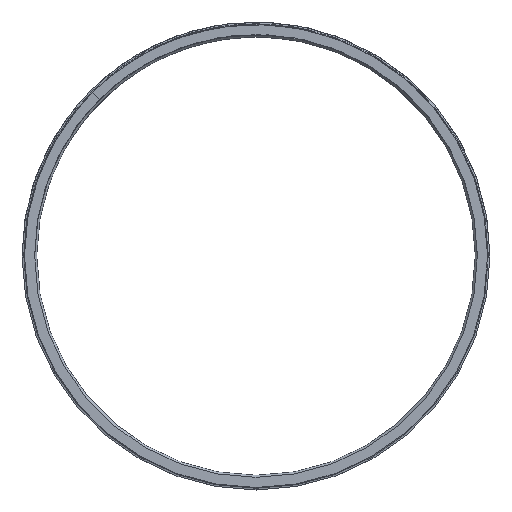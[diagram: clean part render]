
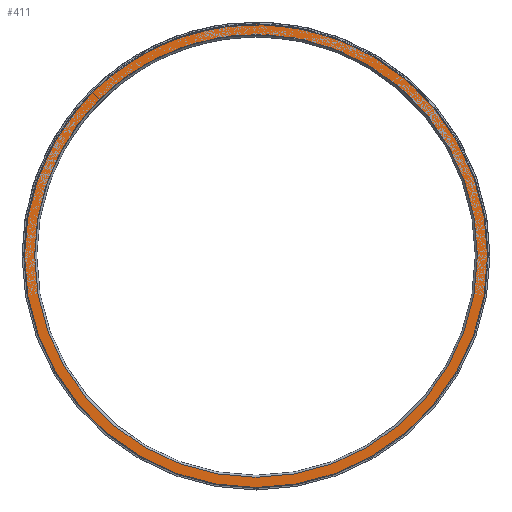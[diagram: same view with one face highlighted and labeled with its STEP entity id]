
A CAD part, top view. The second image highlights one B-rep face of the part: STEP entity #411.
In plain terms, the highlighted planar face has unit normal (0, 0, 1).
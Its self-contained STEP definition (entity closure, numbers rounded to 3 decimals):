
#9 = CARTESIAN_POINT ( 'NONE',  ( 67.063, 0., 12.7 ) ) ;
#70 = VERTEX_POINT ( 'NONE', #606 ) ;
#94 = CIRCLE ( 'NONE', #772, 67.063 ) ;
#149 = FACE_OUTER_BOUND ( 'NONE', #396, .T. ) ;
#177 = EDGE_CURVE ( 'NONE', #1018, #70, #541, .T. ) ;
#190 = CARTESIAN_POINT ( 'NONE',  ( 0., 0., 12.7 ) ) ;
#225 = AXIS2_PLACEMENT_3D ( 'NONE', #1222, #1458, #334 ) ;
#239 = CARTESIAN_POINT ( 'NONE',  ( 0., 0., 12.7 ) ) ;
#241 = DIRECTION ( 'NONE',  ( -1., 0., 0. ) ) ;
#299 = DIRECTION ( 'NONE',  ( 0., 0., -1. ) ) ;
#334 = DIRECTION ( 'NONE',  ( -1., 0., 0. ) ) ;
#396 = EDGE_LOOP ( 'NONE', ( #423, #527 ) ) ;
#398 = DIRECTION ( 'NONE',  ( 0., 0., 1. ) ) ;
#401 = CIRCLE ( 'NONE', #821, 67.063 ) ;
#411 = ADVANCED_FACE ( 'NONE', ( #149, #644 ), #910, .T. ) ;
#423 = ORIENTED_EDGE ( 'NONE', *, *, #850, .F. ) ;
#504 = DIRECTION ( 'NONE',  ( 1., 0., 0. ) ) ;
#512 = CARTESIAN_POINT ( 'NONE',  ( 0., 0., 12.7 ) ) ;
#527 = ORIENTED_EDGE ( 'NONE', *, *, #1299, .F. ) ;
#541 = CIRCLE ( 'NONE', #225, 64.1 ) ;
#606 = CARTESIAN_POINT ( 'NONE',  ( 64.1, 0., 12.7 ) ) ;
#644 = FACE_BOUND ( 'NONE', #1274, .T. ) ;
#657 = CIRCLE ( 'NONE', #713, 64.1 ) ;
#667 = AXIS2_PLACEMENT_3D ( 'NONE', #512, #398, #1418 ) ;
#681 = ORIENTED_EDGE ( 'NONE', *, *, #177, .F. ) ;
#690 = CARTESIAN_POINT ( 'NONE',  ( -67.063, 0., 12.7 ) ) ;
#707 = EDGE_CURVE ( 'NONE', #70, #1018, #657, .T. ) ;
#713 = AXIS2_PLACEMENT_3D ( 'NONE', #1515, #1275, #241 ) ;
#772 = AXIS2_PLACEMENT_3D ( 'NONE', #190, #299, #1453 ) ;
#821 = AXIS2_PLACEMENT_3D ( 'NONE', #239, #1272, #504 ) ;
#850 = EDGE_CURVE ( 'NONE', #1290, #1442, #94, .T. ) ;
#910 = PLANE ( 'NONE',  #667 ) ;
#1018 = VERTEX_POINT ( 'NONE', #1588 ) ;
#1222 = CARTESIAN_POINT ( 'NONE',  ( 0., 0., 12.7 ) ) ;
#1272 = DIRECTION ( 'NONE',  ( 0., 0., -1. ) ) ;
#1274 = EDGE_LOOP ( 'NONE', ( #681, #1324 ) ) ;
#1275 = DIRECTION ( 'NONE',  ( 0., 0., 1. ) ) ;
#1290 = VERTEX_POINT ( 'NONE', #9 ) ;
#1299 = EDGE_CURVE ( 'NONE', #1442, #1290, #401, .T. ) ;
#1324 = ORIENTED_EDGE ( 'NONE', *, *, #707, .F. ) ;
#1418 = DIRECTION ( 'NONE',  ( 1., 0., 0. ) ) ;
#1442 = VERTEX_POINT ( 'NONE', #690 ) ;
#1453 = DIRECTION ( 'NONE',  ( 1., 0., 0. ) ) ;
#1458 = DIRECTION ( 'NONE',  ( 0., 0., 1. ) ) ;
#1515 = CARTESIAN_POINT ( 'NONE',  ( 0., 0., 12.7 ) ) ;
#1588 = CARTESIAN_POINT ( 'NONE',  ( -64.1, 0., 12.7 ) ) ;
